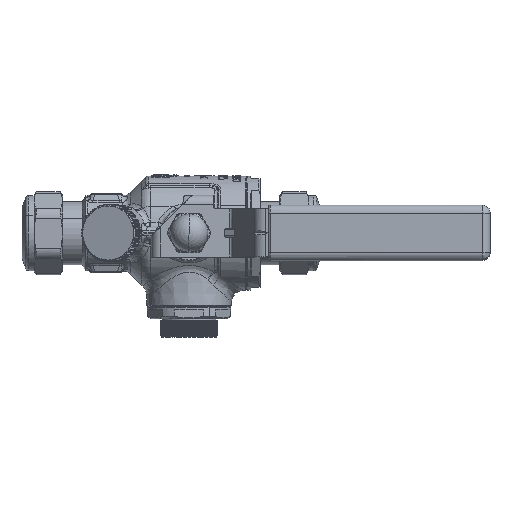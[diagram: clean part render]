
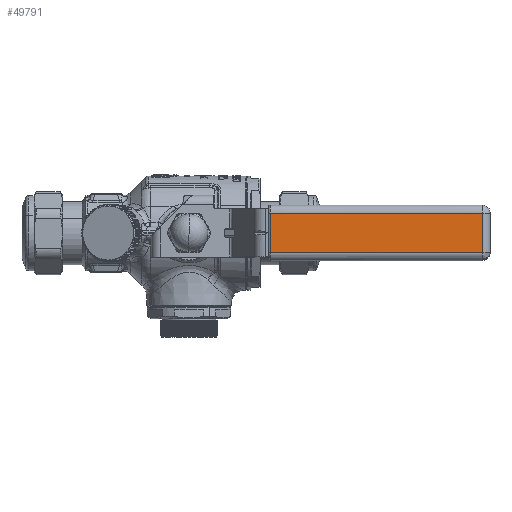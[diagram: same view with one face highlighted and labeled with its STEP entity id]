
A CAD part, top view. The second image highlights one B-rep face of the part: STEP entity #49791.
In plain terms, the highlighted planar face has unit normal (0, 0, -1).
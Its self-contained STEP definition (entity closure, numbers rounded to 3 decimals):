
#49410=CARTESIAN_POINT('Vertex',(97.5,6.5,58.35)) ;
#49417=CARTESIAN_POINT('Vertex',(97.5,-6.5,58.35)) ;
#49420=CARTESIAN_POINT('Line Origine',(97.5,0.,58.35)) ;
#49598=CARTESIAN_POINT('Vertex',(27.,-6.5,58.35)) ;
#49601=CARTESIAN_POINT('Line Origine',(63.25,-6.5,58.35)) ;
#49712=CARTESIAN_POINT('Vertex',(27.,6.5,58.35)) ;
#49715=CARTESIAN_POINT('Line Origine',(27.,0.,58.35)) ;
#49767=CARTESIAN_POINT('Line Origine',(63.25,6.5,58.35)) ;
#49780=CARTESIAN_POINT('Axis2P3D Location',(98.5,-6.5,58.35)) ;
#49421=DIRECTION('Vector Direction',(0.,1.,0.)) ;
#49602=DIRECTION('Vector Direction',(1.,0.,0.)) ;
#49716=DIRECTION('Vector Direction',(0.,1.,0.)) ;
#49768=DIRECTION('Vector Direction',(1.,0.,0.)) ;
#49781=DIRECTION('Axis2P3D Direction',(0.,0.,-1.)) ;
#49782=DIRECTION('Axis2P3D XDirection',(0.,1.,0.)) ;
#49783=AXIS2_PLACEMENT_3D('Plane Axis2P3D',#49780,#49781,#49782) ;
#49786=ORIENTED_EDGE('',*,*,#49719,.T.) ;
#49787=ORIENTED_EDGE('',*,*,#49771,.T.) ;
#49788=ORIENTED_EDGE('',*,*,#49424,.T.) ;
#49789=ORIENTED_EDGE('',*,*,#49605,.T.) ;
#49422=VECTOR('Line Direction',#49421,1.) ;
#49603=VECTOR('Line Direction',#49602,1.) ;
#49717=VECTOR('Line Direction',#49716,1.) ;
#49769=VECTOR('Line Direction',#49768,1.) ;
#49791=ADVANCED_FACE('Sheet.7',(#49790),#49784,.T.) ;
#49424=EDGE_CURVE('',#49411,#49418,#49423,.F.) ;
#49605=EDGE_CURVE('',#49418,#49599,#49604,.F.) ;
#49719=EDGE_CURVE('',#49599,#49713,#49718,.T.) ;
#49771=EDGE_CURVE('',#49713,#49411,#49770,.T.) ;
#49785=EDGE_LOOP('',(#49786,#49787,#49788,#49789)) ;
#49790=FACE_OUTER_BOUND('',#49785,.T.) ;
#49423=LINE('Line',#49420,#49422) ;
#49604=LINE('Line',#49601,#49603) ;
#49718=LINE('Line',#49715,#49717) ;
#49770=LINE('Line',#49767,#49769) ;
#49784=PLANE('',#49783) ;
#49411=VERTEX_POINT('',#49410) ;
#49418=VERTEX_POINT('',#49417) ;
#49599=VERTEX_POINT('',#49598) ;
#49713=VERTEX_POINT('',#49712) ;
